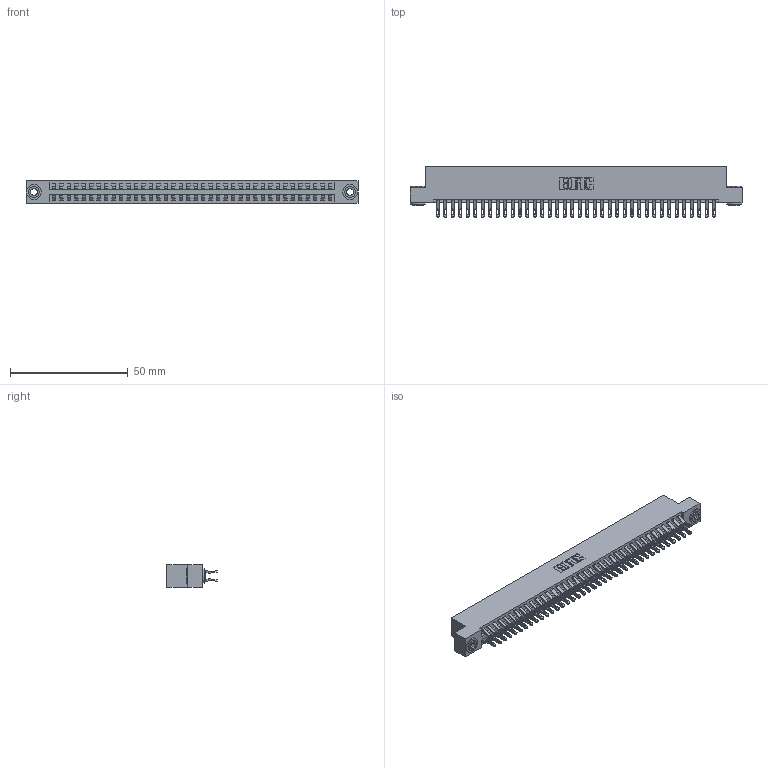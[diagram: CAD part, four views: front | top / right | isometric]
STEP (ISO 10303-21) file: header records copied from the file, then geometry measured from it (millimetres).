
FILE_DESCRIPTION (( 'STEP AP203' ), '1' );
FILE_NAME ('346-076-555-203.STEP', '2022-05-25T05:46:51', ( '' ), ( '' ), 'SwSTEP 2.0', 'SolidWorks 2020', '' );
FILE_SCHEMA (( 'CONFIG_CONTROL_DESIGN' ));
Length unit declared in the file: inch
Products named in the file (4): 346-076-555-203; 346 Part_Flush Mounting Lugs - 0.156 Dia-TH; 345-292-001_555 Tail; 345-250-002_345-250-002-102
Assembly tree (79 placements, depth 2):
  346-076-555-203
    346 Part_Flush Mounting Lugs - 0.156 Dia-TH
    345-292-001_555 Tail  x76
    345-250-002_345-250-002-102  x2
Bounding box: 141.22 x 21.46 x 9.4 mm (x, y, z)
Volume: 13961.8 mm3; surface area: 20163 mm2
Topology: 79 solids, 79 shells, 4582 faces, 14349 edges, 9562 vertices
Faces by surface type: plane 2608, cylinder 1966, cone 8
Entity records: 26730 total; most frequent: CARTESIAN_POINT 4427, ORIENTED_EDGE 4322, DIRECTION 3951, EDGE_CURVE 2161, LINE 1833, VECTOR 1833, VERTEX_POINT 1438, AXIS2_PLACEMENT_3D 1059
